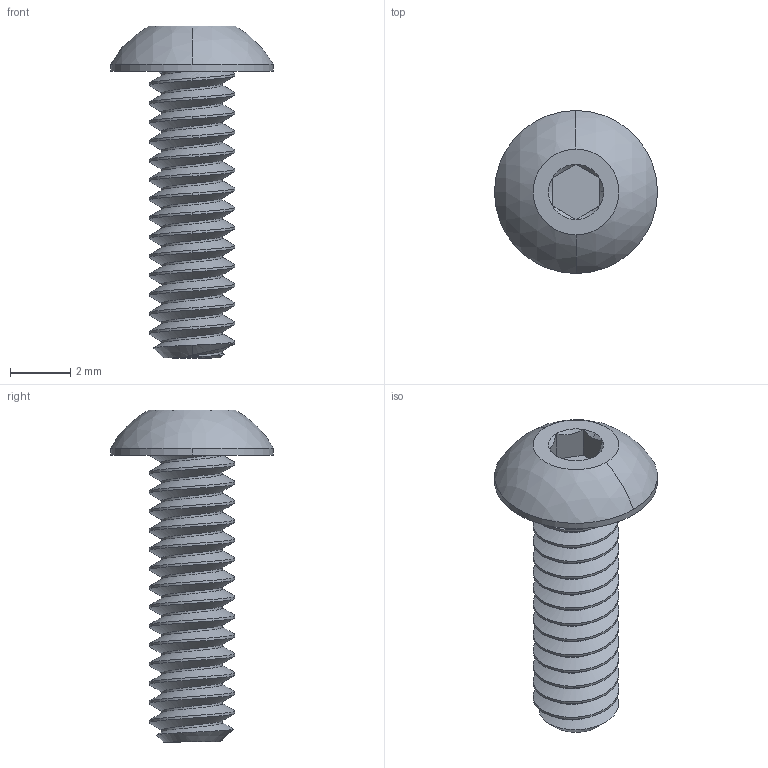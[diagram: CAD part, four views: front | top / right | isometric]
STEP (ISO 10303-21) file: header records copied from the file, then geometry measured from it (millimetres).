
FILE_DESCRIPTION (( 'STEP AP214' ), '1' );
FILE_NAME ('91255A108_BUTTON HEAD HEX DRIVE SCREW.step', '2021-02-21T00:25:41', ( '' ), ( '' ), 'SwSTEP 2.0', 'SolidWorks 2021', '' );
FILE_SCHEMA (( 'AUTOMOTIVE_DESIGN' ));
Length unit declared in the file: inch
Products named in the file (1): 91255A108_BUTTON HEAD HEX DRIVE SCREW
Bounding box: 5.41 x 5.41 x 11.02 mm (x, y, z)
Volume: 67.1 mm3; surface area: 197.3 mm2
Topology: 2 solids, 2 shells, 57 faces, 144 edges, 92 vertices
Faces by surface type: cylinder 31, plane 11, cone 10, bspline 3, sphere 2
Entity records: 3492 total; most frequent: CARTESIAN_POINT 2278, ORIENTED_EDGE 288, DIRECTION 198, EDGE_CURVE 144, VERTEX_POINT 92, AXIS2_PLACEMENT_3D 76, EDGE_LOOP 58, FACE_OUTER_BOUND 57
